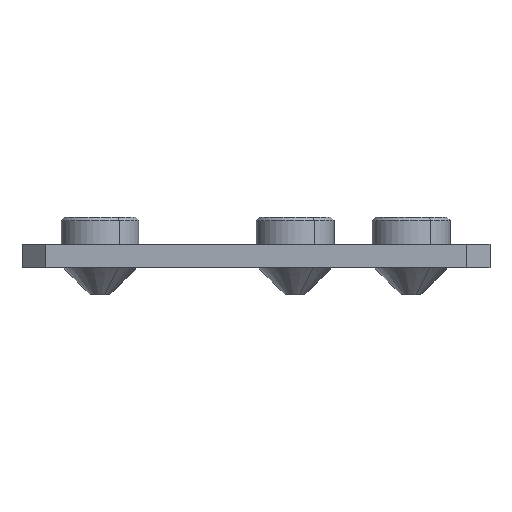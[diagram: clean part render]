
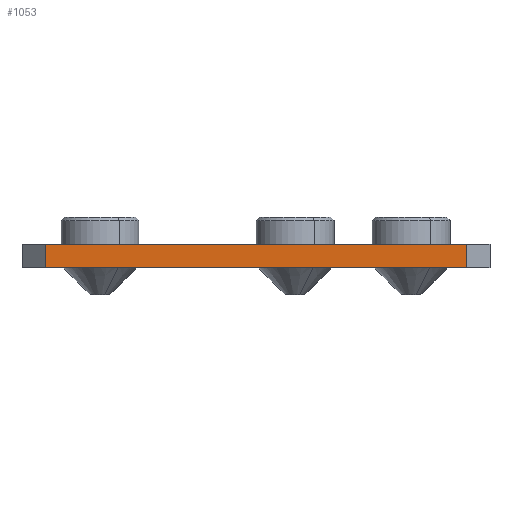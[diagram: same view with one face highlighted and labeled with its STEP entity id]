
A CAD part, left-side view. The second image highlights one B-rep face of the part: STEP entity #1053.
In plain terms, the highlighted planar face has unit normal (-1, 0, 0).
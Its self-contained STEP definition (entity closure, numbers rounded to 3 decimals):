
#24 = EDGE_CURVE ( 'NONE', #1231, #1232, #1386, .T. ) ;
#34 = EDGE_CURVE ( 'NONE', #1191, #1235, #1508, .T. ) ;
#53 = EDGE_CURVE ( 'NONE', #1231, #1191, #1545, .T. ) ;
#54 = EDGE_CURVE ( 'NONE', #1232, #1235, #1547, .T. ) ;
#122 = PLANE ( 'NONE',  #1475 ) ;
#123 = CARTESIAN_POINT ( 'NONE',  ( -22.713, 34.287, 1.5 ) ) ;
#128 = DIRECTION ( 'NONE',  ( 1., 0., 0. ) ) ;
#129 = DIRECTION ( 'NONE',  ( 0., 0., -1. ) ) ;
#511 = CARTESIAN_POINT ( 'NONE',  ( -22.713, 34.287, -1.5 ) ) ;
#551 = CARTESIAN_POINT ( 'NONE',  ( -22.713, 34.287, 1.5 ) ) ;
#552 = CARTESIAN_POINT ( 'NONE',  ( -22.713, -19.713, 1.5 ) ) ;
#555 = CARTESIAN_POINT ( 'NONE',  ( -22.713, -19.713, -1.5 ) ) ;
#801 = EDGE_LOOP ( 'NONE', ( #1321, #1322, #1323, #1324 ) ) ;
#834 = CARTESIAN_POINT ( 'NONE',  ( -22.713, 34.287, 1.5 ) ) ;
#835 = DIRECTION ( 'NONE',  ( 0., 0., -1. ) ) ;
#837 = CARTESIAN_POINT ( 'NONE',  ( -22.713, -19.713, 1.5 ) ) ;
#838 = DIRECTION ( 'NONE',  ( 0., 0., -1. ) ) ;
#992 = CARTESIAN_POINT ( 'NONE',  ( -22.713, 34.287, 1.5 ) ) ;
#993 = DIRECTION ( 'NONE',  ( 0., -1., 0. ) ) ;
#1014 = CARTESIAN_POINT ( 'NONE',  ( -22.713, 34.287, -1.5 ) ) ;
#1019 = DIRECTION ( 'NONE',  ( 0., -1., 0. ) ) ;
#1053 = ADVANCED_FACE ( 'NONE', ( #1596 ), #122, .F. ) ;
#1191 = VERTEX_POINT ( 'NONE', #511 ) ;
#1231 = VERTEX_POINT ( 'NONE', #551 ) ;
#1232 = VERTEX_POINT ( 'NONE', #552 ) ;
#1235 = VERTEX_POINT ( 'NONE', #555 ) ;
#1321 = ORIENTED_EDGE ( 'NONE', *, *, #34, .T. ) ;
#1322 = ORIENTED_EDGE ( 'NONE', *, *, #54, .F. ) ;
#1323 = ORIENTED_EDGE ( 'NONE', *, *, #24, .F. ) ;
#1324 = ORIENTED_EDGE ( 'NONE', *, *, #53, .T. ) ;
#1386 = LINE ( 'NONE', #992, #1389 ) ;
#1389 = VECTOR ( 'NONE', #993, 1000. ) ;
#1475 = AXIS2_PLACEMENT_3D ( 'NONE', #123, #128, #129 ) ;
#1508 = LINE ( 'NONE', #1014, #1513 ) ;
#1513 = VECTOR ( 'NONE', #1019, 1000. ) ;
#1545 = LINE ( 'NONE', #834, #1548 ) ;
#1547 = LINE ( 'NONE', #837, #1550 ) ;
#1548 = VECTOR ( 'NONE', #835, 1000. ) ;
#1550 = VECTOR ( 'NONE', #838, 1000. ) ;
#1596 = FACE_OUTER_BOUND ( 'NONE', #801, .T. ) ;
